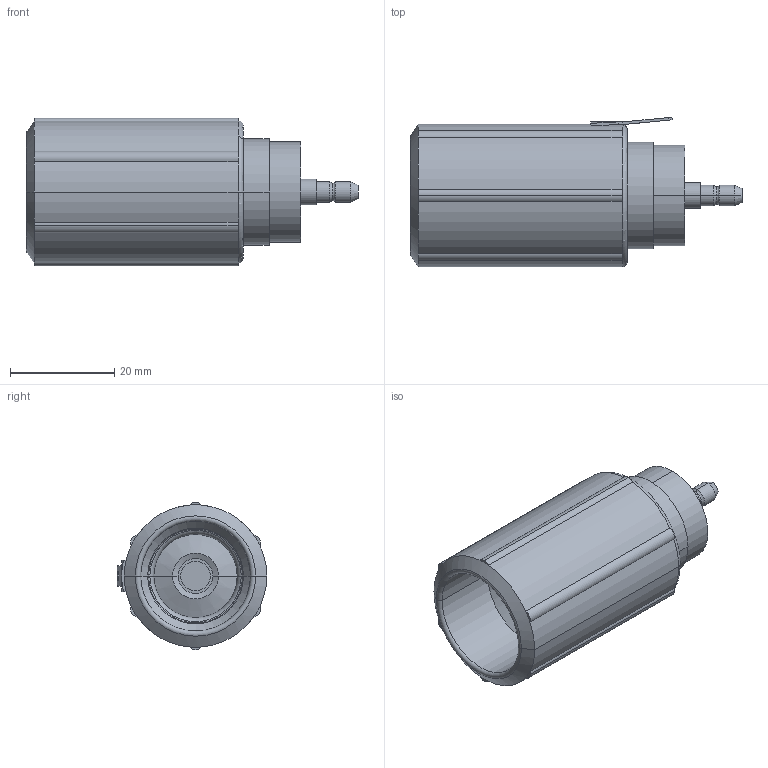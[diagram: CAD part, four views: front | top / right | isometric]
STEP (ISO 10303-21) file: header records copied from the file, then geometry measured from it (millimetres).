
FILE_DESCRIPTION (( 'STEP AP214' ), '1' );
FILE_NAME ('ZA2070.STEP', '2020-02-13T02:01:29', ( '' ), ( '' ), 'SwSTEP 2.0', 'SolidWorks 2017', '' );
FILE_SCHEMA (( 'AUTOMOTIVE_DESIGN' ));
Length unit declared in the file: millimetre
Products named in the file (1): ZA2070
Bounding box: 63.57 x 28.63 x 28.28 mm (x, y, z)
Volume: 7935.8 mm3; surface area: 15383 mm2
Topology: 3 solids, 3 shells, 168 faces, 353 edges, 202 vertices
Faces by surface type: cylinder 51, plane 47, torus 34, cone 34, bspline 2
Entity records: 4551 total; most frequent: DIRECTION 897, CARTESIAN_POINT 758, ORIENTED_EDGE 706, AXIS2_PLACEMENT_3D 381, EDGE_CURVE 353, CIRCLE 214, VERTEX_POINT 202, EDGE_LOOP 183
